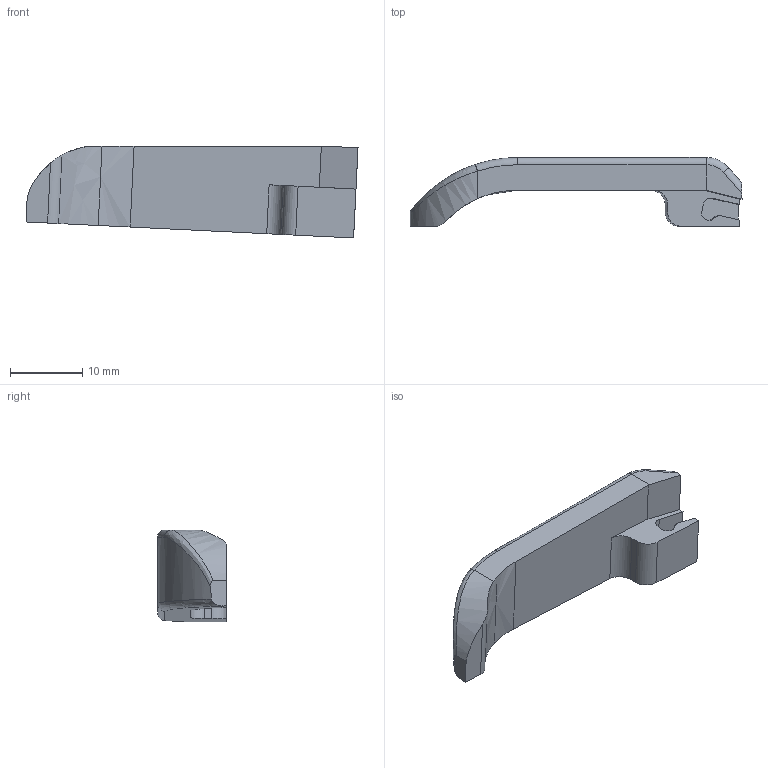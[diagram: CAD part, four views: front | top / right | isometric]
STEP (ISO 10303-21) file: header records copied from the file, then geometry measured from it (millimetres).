
FILE_DESCRIPTION (( 'STEP AP214' ), '1' );
FILE_NAME ('Shoulder Button - Left.STEP', '2023-08-06T21:56:54', ( '' ), ( '' ), 'SwSTEP 2.0', 'SolidWorks 2021', '' );
FILE_SCHEMA (( 'AUTOMOTIVE_DESIGN' ));
Length unit declared in the file: millimetre
Products named in the file (1): Shoulder Button - Left
Bounding box: 45.8 x 9.5 x 12.68 mm (x, y, z)
Volume: 2524.8 mm3; surface area: 1675.8 mm2
Topology: 1 solids, 1 shells, 38 faces, 103 edges, 67 vertices
Faces by surface type: plane 17, cylinder 13, bspline 5, torus 3
Entity records: 1569 total; most frequent: CARTESIAN_POINT 617, ORIENTED_EDGE 206, DIRECTION 174, EDGE_CURVE 103, VERTEX_POINT 67, LINE 60, VECTOR 60, AXIS2_PLACEMENT_3D 57
